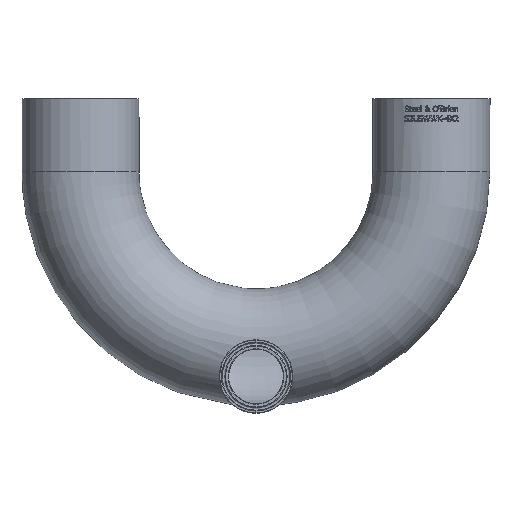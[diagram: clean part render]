
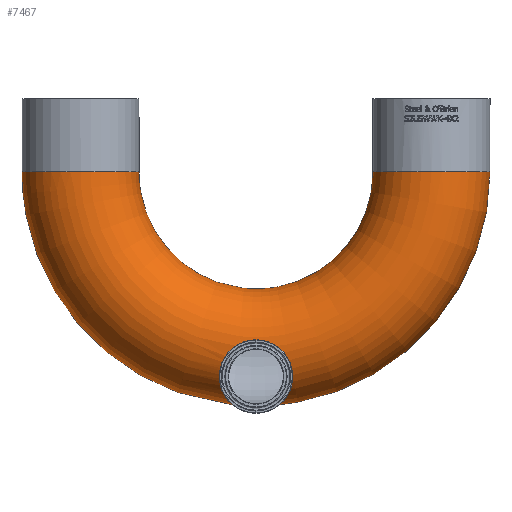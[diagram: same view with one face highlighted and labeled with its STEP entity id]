
A CAD part, top view. The second image highlights one B-rep face of the part: STEP entity #7467.
In plain terms, the highlighted toroidal (fillet/blend) face has major radius 152.4 mm and minor radius 50.8 mm.
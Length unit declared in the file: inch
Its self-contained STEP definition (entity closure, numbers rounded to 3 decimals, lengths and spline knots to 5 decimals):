
#26=TOROIDAL_SURFACE('',#7966,6.,2.);
#169=FACE_BOUND('',#1429,.T.);
#170=FACE_BOUND('',#1430,.T.);
#946=FACE_OUTER_BOUND('',#1428,.T.);
#1428=EDGE_LOOP('',(#6958));
#1429=EDGE_LOOP('',(#6959));
#1430=EDGE_LOOP('',(#6960));
#1794=B_SPLINE_CURVE_WITH_KNOTS('',3,(#16207,#16208,#16209,#16210,#16211,
#16212,#16213,#16214,#16215,#16216,#16217,#16218,#16219,#16220,#16221,#16222,
#16223,#16224,#16225,#16226,#16227,#16228,#16229,#16230,#16231,#16232,#16233,
#16234,#16235,#16236,#16237,#16238,#16239,#16240,#16241,#16242,#16243,#16244,
#16245,#16246,#16247,#16248,#16249,#16250,#16251,#16252,#16253,#16254,#16255,
#16256,#16257,#16258,#16259,#16260,#16261,#16262,#16263,#16264,#16265,#16266,
#16267,#16268,#16269,#16270,#16271,#16272,#16273,#16274,#16275,#16276,#16277,
#16278,#16279,#16280,#16281,#16282,#16283,#16284,#16285,#16286,#16287,#16288),
 .UNSPECIFIED.,.T.,.F.,(4,3,3,3,3,3,3,3,3,3,3,3,3,3,3,3,3,3,3,3,3,3,3,3,
3,3,3,4),(-21.87385,-21.87053,-20.15479,-19.03426,
-18.211,-17.76137,-16.4447,-15.91777,
-14.92291,-14.25635,-13.68459,-13.11472,
-12.15889,-11.4024,-10.46942,-9.70494,
-8.82308,-8.25256,-7.67176,-6.99661,
-6.05341,-5.50796,-4.13097,-3.49952,
-2.02243,-0.50922,0.,0.00332),
 .UNSPECIFIED.);
#1949=CIRCLE('',#7900,2.);
#1977=CIRCLE('',#7962,2.);
#3639=VERTEX_POINT('',#16029);
#3663=VERTEX_POINT('',#16206);
#3668=VERTEX_POINT('',#16305);
#4735=EDGE_CURVE('',#3639,#3639,#1949,.T.);
#4759=EDGE_CURVE('',#3663,#3663,#1794,.T.);
#4765=EDGE_CURVE('',#3668,#3668,#1977,.T.);
#6958=ORIENTED_EDGE('',*,*,#4735,.F.);
#6959=ORIENTED_EDGE('',*,*,#4765,.F.);
#6960=ORIENTED_EDGE('',*,*,#4759,.T.);
#7467=ADVANCED_FACE('',(#946,#169,#170),#26,.T.);
#7900=AXIS2_PLACEMENT_3D('',#16030,#9302,#9303);
#7962=AXIS2_PLACEMENT_3D('',#16306,#9426,#9427);
#7966=AXIS2_PLACEMENT_3D('',#16311,#9434,#9435);
#9302=DIRECTION('center_axis',(0.,1.,0.));
#9303=DIRECTION('ref_axis',(-1.,0.,0.));
#9426=DIRECTION('center_axis',(0.,1.,0.));
#9427=DIRECTION('ref_axis',(1.,0.,0.));
#9434=DIRECTION('center_axis',(0.,0.,
-1.));
#9435=DIRECTION('ref_axis',(0.707,-0.707,0.));
#16029=CARTESIAN_POINT('',(6.,7.,-2.));
#16030=CARTESIAN_POINT('Origin',(6.,7.,0.));
#16206=CARTESIAN_POINT('',(0.,-1.,0.));
#16207=CARTESIAN_POINT('Ctrl Pts',(0.,-1.,0.));
#16208=CARTESIAN_POINT('Ctrl Pts',(-0.00026,-1.,
0.00035));
#16209=CARTESIAN_POINT('Ctrl Pts',(-0.00053,-1.,
0.00069));
#16210=CARTESIAN_POINT('Ctrl Pts',(-0.00079,-1.,
0.00104));
#16211=CARTESIAN_POINT('Ctrl Pts',(-0.13657,-0.99989,
0.18066));
#16212=CARTESIAN_POINT('Ctrl Pts',(-0.27274,-0.97212,
0.36075));
#16213=CARTESIAN_POINT('Ctrl Pts',(-0.40041,-0.91634,
0.53737));
#16214=CARTESIAN_POINT('Ctrl Pts',(-0.48379,-0.8799,
0.65272));
#16215=CARTESIAN_POINT('Ctrl Pts',(-0.56376,-0.83143,
0.76688));
#16216=CARTESIAN_POINT('Ctrl Pts',(-0.63726,-0.77065,
0.87849));
#16217=CARTESIAN_POINT('Ctrl Pts',(-0.69126,-0.726,
0.96048));
#16218=CARTESIAN_POINT('Ctrl Pts',(-0.7417,-0.67475,
1.041));
#16219=CARTESIAN_POINT('Ctrl Pts',(-0.78704,-0.6169,
1.1193));
#16220=CARTESIAN_POINT('Ctrl Pts',(-0.8118,-0.58531,
1.16207));
#16221=CARTESIAN_POINT('Ctrl Pts',(-0.83501,-0.55171,
1.20416));
#16222=CARTESIAN_POINT('Ctrl Pts',(-0.85594,-0.51708,
1.24448));
#16223=CARTESIAN_POINT('Ctrl Pts',(-0.9172,-0.41567,
1.36253));
#16224=CARTESIAN_POINT('Ctrl Pts',(-0.96022,-0.30373,
1.4676));
#16225=CARTESIAN_POINT('Ctrl Pts',(-0.98248,-0.18634,
1.55869));
#16226=CARTESIAN_POINT('Ctrl Pts',(-0.99139,-0.13937,
1.59514));
#16227=CARTESIAN_POINT('Ctrl Pts',(-0.99704,-0.09144,
1.62945));
#16228=CARTESIAN_POINT('Ctrl Pts',(-0.99912,-0.04192,
1.66206));
#16229=CARTESIAN_POINT('Ctrl Pts',(-1.00304,0.05156,
1.72364));
#16230=CARTESIAN_POINT('Ctrl Pts',(-0.99392,0.15023,
1.77855));
#16231=CARTESIAN_POINT('Ctrl Pts',(-0.96846,0.24918,
1.8242));
#16232=CARTESIAN_POINT('Ctrl Pts',(-0.9514,0.31547,
1.85478));
#16233=CARTESIAN_POINT('Ctrl Pts',(-0.92703,0.38176,
1.88119));
#16234=CARTESIAN_POINT('Ctrl Pts',(-0.8951,0.44586,
1.9031));
#16235=CARTESIAN_POINT('Ctrl Pts',(-0.86771,0.50085,
1.92191));
#16236=CARTESIAN_POINT('Ctrl Pts',(-0.83474,0.5542,1.93741));
#16237=CARTESIAN_POINT('Ctrl Pts',(-0.79686,0.60416,
1.9498));
#16238=CARTESIAN_POINT('Ctrl Pts',(-0.75911,0.65396,
1.96215));
#16239=CARTESIAN_POINT('Ctrl Pts',(-0.71618,0.70081,
1.97153));
#16240=CARTESIAN_POINT('Ctrl Pts',(-0.6689,0.74335,
1.97852));
#16241=CARTESIAN_POINT('Ctrl Pts',(-0.58959,0.81472,
1.99025));
#16242=CARTESIAN_POINT('Ctrl Pts',(-0.49904,0.87321,
1.99525));
#16243=CARTESIAN_POINT('Ctrl Pts',(-0.40062,0.91624,
1.99765));
#16244=CARTESIAN_POINT('Ctrl Pts',(-0.32272,0.9503,
1.99955));
#16245=CARTESIAN_POINT('Ctrl Pts',(-0.24067,0.97431,
1.99984));
#16246=CARTESIAN_POINT('Ctrl Pts',(-0.15688,0.98762,
1.99995));
#16247=CARTESIAN_POINT('Ctrl Pts',(-0.05354,1.00403,
2.00009));
#16248=CARTESIAN_POINT('Ctrl Pts',(0.0531,1.00406,
2.00009));
#16249=CARTESIAN_POINT('Ctrl Pts',(0.15645,0.98769,1.99995));
#16250=CARTESIAN_POINT('Ctrl Pts',(0.24113,0.97427,
1.99984));
#16251=CARTESIAN_POINT('Ctrl Pts',(0.32406,0.94993,1.99955));
#16252=CARTESIAN_POINT('Ctrl Pts',(0.40269,0.91534,
1.9976));
#16253=CARTESIAN_POINT('Ctrl Pts',(0.49339,0.87543,
1.99535));
#16254=CARTESIAN_POINT('Ctrl Pts',(0.57738,0.82239,
1.99086));
#16255=CARTESIAN_POINT('Ctrl Pts',(0.65199,0.75823,
1.9809));
#16256=CARTESIAN_POINT('Ctrl Pts',(0.70026,0.71672,
1.97446));
#16257=CARTESIAN_POINT('Ctrl Pts',(0.74446,0.67061,1.96568));
#16258=CARTESIAN_POINT('Ctrl Pts',(0.78342,0.6215,
1.95401));
#16259=CARTESIAN_POINT('Ctrl Pts',(0.82308,0.5715,
1.94212));
#16260=CARTESIAN_POINT('Ctrl Pts',(0.85768,0.51798,
1.92714));
#16261=CARTESIAN_POINT('Ctrl Pts',(0.88666,0.46243,
1.90869));
#16262=CARTESIAN_POINT('Ctrl Pts',(0.92033,0.39785,1.88724));
#16263=CARTESIAN_POINT('Ctrl Pts',(0.94621,0.33096,
1.86125));
#16264=CARTESIAN_POINT('Ctrl Pts',(0.96458,0.2638,
1.83088));
#16265=CARTESIAN_POINT('Ctrl Pts',(0.99024,0.16996,
1.78844));
#16266=CARTESIAN_POINT('Ctrl Pts',(1.00111,0.0761,
1.73761));
#16267=CARTESIAN_POINT('Ctrl Pts',(0.99991,-0.01341,
1.68054));
#16268=CARTESIAN_POINT('Ctrl Pts',(0.99922,-0.06517,
1.64754));
#16269=CARTESIAN_POINT('Ctrl Pts',(0.99455,-0.11541,
1.61258));
#16270=CARTESIAN_POINT('Ctrl Pts',(0.98641,-0.16431,
1.57557));
#16271=CARTESIAN_POINT('Ctrl Pts',(0.96584,-0.28777,
1.48214));
#16272=CARTESIAN_POINT('Ctrl Pts',(0.92241,-0.40561,
1.37334));
#16273=CARTESIAN_POINT('Ctrl Pts',(0.85897,-0.51203,
1.25033));
#16274=CARTESIAN_POINT('Ctrl Pts',(0.82987,-0.56084,
1.19392));
#16275=CARTESIAN_POINT('Ctrl Pts',(0.79629,-0.60748,
1.1341));
#16276=CARTESIAN_POINT('Ctrl Pts',(0.76003,-0.64989,
1.0734));
#16277=CARTESIAN_POINT('Ctrl Pts',(0.67522,-0.74907,
0.93141));
#16278=CARTESIAN_POINT('Ctrl Pts',(0.57508,-0.82702,
0.78271));
#16279=CARTESIAN_POINT('Ctrl Pts',(0.468,-0.88373,
0.63174));
#16280=CARTESIAN_POINT('Ctrl Pts',(0.35831,-0.94182,
0.47707));
#16281=CARTESIAN_POINT('Ctrl Pts',(0.24081,-0.97798,
0.31936));
#16282=CARTESIAN_POINT('Ctrl Pts',(0.12155,-0.99259,
0.161));
#16283=CARTESIAN_POINT('Ctrl Pts',(0.08142,-0.9975,
0.10771));
#16284=CARTESIAN_POINT('Ctrl Pts',(0.04109,-0.99997,
0.05435));
#16285=CARTESIAN_POINT('Ctrl Pts',(0.00079,-1.,
0.00104));
#16286=CARTESIAN_POINT('Ctrl Pts',(0.00053,-1.,
0.00069));
#16287=CARTESIAN_POINT('Ctrl Pts',(0.00026,-1.,
0.00035));
#16288=CARTESIAN_POINT('Ctrl Pts',(0.,-1.,0.));
#16305=CARTESIAN_POINT('',(-4.,7.,0.));
#16306=CARTESIAN_POINT('Origin',(-6.,7.,0.));
#16311=CARTESIAN_POINT('Origin',(0.,7.,0.));
